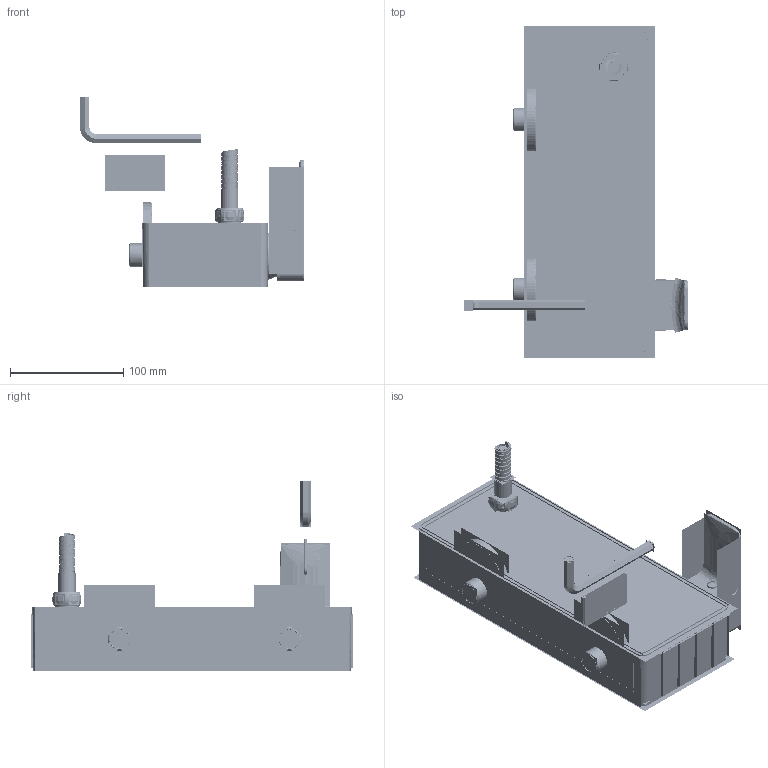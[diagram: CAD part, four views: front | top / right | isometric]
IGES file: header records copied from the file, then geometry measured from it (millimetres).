
Start section:  PTC IGES file: FFAS1312-701500BC0.igs
Global section: file name: FFAS1312-701500BC0.igs; native system: Creo Parametric by PTC Inc.; preprocessor: 2015200; author: 10114211; organization: Unknown; date: 20180810.155645; units: millimetre
Bounding box: 197.86 x 293.2 x 167.7 mm (x, y, z)
Volume: 1172368.1 mm3; surface area: 11492433.1 mm2
Topology: 45 solids, 79 shells, 5958 faces, 37866 edges, 53836 vertices
Faces by surface type: revolution 3266, bspline 2632, extrusion 60
